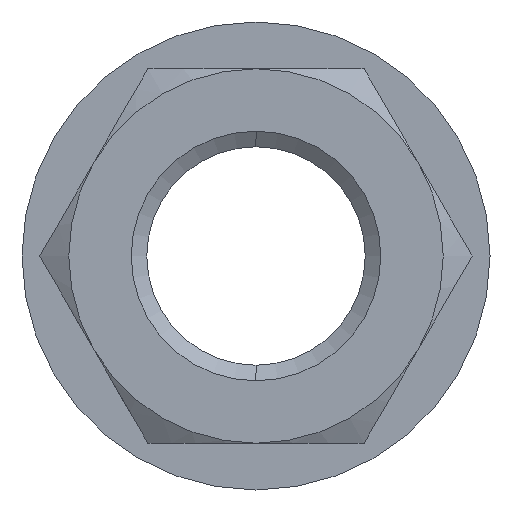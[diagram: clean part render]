
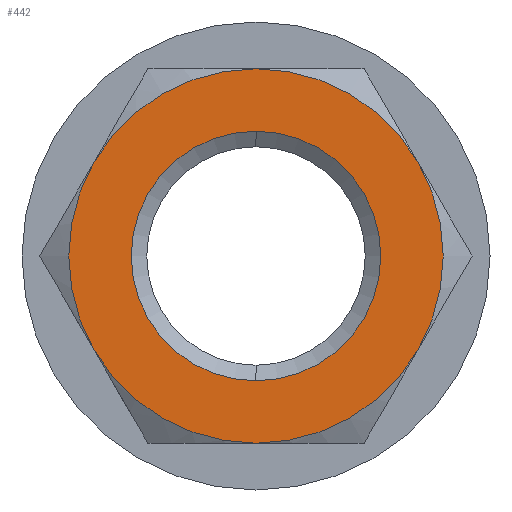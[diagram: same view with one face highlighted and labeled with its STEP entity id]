
A CAD part, left-side view. The second image highlights one B-rep face of the part: STEP entity #442.
In plain terms, the highlighted planar face has unit normal (-1, 0, 0).
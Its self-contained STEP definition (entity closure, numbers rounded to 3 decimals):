
#22 = DIRECTION ( 'NONE',  ( -1., 0., 0. ) ) ;
#56 = AXIS2_PLACEMENT_3D ( 'NONE', #720, #22, #835 ) ;
#88 = DIRECTION ( 'NONE',  ( 0., 0., -1. ) ) ;
#89 = CARTESIAN_POINT ( 'NONE',  ( -11., 0., 12. ) ) ;
#99 = CARTESIAN_POINT ( 'NONE',  ( -11., 10.392, 6. ) ) ;
#119 = AXIS2_PLACEMENT_3D ( 'NONE', #1361, #644, #1491 ) ;
#122 = FACE_OUTER_BOUND ( 'NONE', #1530, .T. ) ;
#133 = DIRECTION ( 'NONE',  ( -1., 0., 0. ) ) ;
#137 = VERTEX_POINT ( 'NONE', #277 ) ;
#149 = CARTESIAN_POINT ( 'NONE',  ( -11., -10.392, -6. ) ) ;
#201 = CIRCLE ( 'NONE', #633, 8. ) ;
#217 = VERTEX_POINT ( 'NONE', #99 ) ;
#221 = CIRCLE ( 'NONE', #975, 8. ) ;
#245 = AXIS2_PLACEMENT_3D ( 'NONE', #1517, #783, #88 ) ;
#277 = CARTESIAN_POINT ( 'NONE',  ( -11., -10.392, 6. ) ) ;
#294 = ORIENTED_EDGE ( 'NONE', *, *, #1337, .T. ) ;
#305 = CIRCLE ( 'NONE', #897, 12. ) ;
#351 = CARTESIAN_POINT ( 'NONE',  ( -11., 0., 0. ) ) ;
#354 = EDGE_CURVE ( 'NONE', #1403, #217, #305, .T. ) ;
#359 = PLANE ( 'NONE',  #1246 ) ;
#395 = CARTESIAN_POINT ( 'NONE',  ( -11., 0., -12. ) ) ;
#407 = CARTESIAN_POINT ( 'NONE',  ( -11., 0., 0. ) ) ;
#414 = DIRECTION ( 'NONE',  ( -1., 0., 0. ) ) ;
#421 = EDGE_CURVE ( 'NONE', #217, #1015, #1216, .T. ) ;
#439 = DIRECTION ( 'NONE',  ( 1., 0., 0. ) ) ;
#442 = ADVANCED_FACE ( 'NONE', ( #1393, #122 ), #359, .T. ) ;
#445 = CARTESIAN_POINT ( 'NONE',  ( -11., 10.392, -6. ) ) ;
#460 = DIRECTION ( 'NONE',  ( 0., 0., -1. ) ) ;
#492 = EDGE_LOOP ( 'NONE', ( #814, #1188 ) ) ;
#523 = DIRECTION ( 'NONE',  ( 0., 0., -1. ) ) ;
#583 = CARTESIAN_POINT ( 'NONE',  ( -11., 0., 0. ) ) ;
#616 = ORIENTED_EDGE ( 'NONE', *, *, #421, .T. ) ;
#633 = AXIS2_PLACEMENT_3D ( 'NONE', #1150, #439, #1275 ) ;
#644 = DIRECTION ( 'NONE',  ( -1., 0., 0. ) ) ;
#701 = DIRECTION ( 'NONE',  ( 0., 0., -1. ) ) ;
#720 = CARTESIAN_POINT ( 'NONE',  ( -11., 0., 0. ) ) ;
#779 = VERTEX_POINT ( 'NONE', #395 ) ;
#783 = DIRECTION ( 'NONE',  ( -1., 0., 0. ) ) ;
#800 = CIRCLE ( 'NONE', #56, 12. ) ;
#811 = EDGE_CURVE ( 'NONE', #1015, #779, #1507, .T. ) ;
#814 = ORIENTED_EDGE ( 'NONE', *, *, #1298, .T. ) ;
#828 = CARTESIAN_POINT ( 'NONE',  ( -11., 6.928, 12. ) ) ;
#832 = CIRCLE ( 'NONE', #1219, 12. ) ;
#835 = DIRECTION ( 'NONE',  ( 0., 0., -1. ) ) ;
#897 = AXIS2_PLACEMENT_3D ( 'NONE', #351, #1179, #460 ) ;
#937 = EDGE_CURVE ( 'NONE', #1274, #1041, #201, .T. ) ;
#952 = CARTESIAN_POINT ( 'NONE',  ( -11., 0., -8. ) ) ;
#955 = DIRECTION ( 'NONE',  ( 0., 0., 1. ) ) ;
#975 = AXIS2_PLACEMENT_3D ( 'NONE', #407, #1247, #523 ) ;
#978 = AXIS2_PLACEMENT_3D ( 'NONE', #583, #1430, #701 ) ;
#1015 = VERTEX_POINT ( 'NONE', #445 ) ;
#1041 = VERTEX_POINT ( 'NONE', #952 ) ;
#1056 = EDGE_CURVE ( 'NONE', #779, #1190, #800, .T. ) ;
#1090 = ORIENTED_EDGE ( 'NONE', *, *, #811, .T. ) ;
#1103 = CARTESIAN_POINT ( 'NONE',  ( -11., 0., 8. ) ) ;
#1121 = CARTESIAN_POINT ( 'NONE',  ( -11., 0., 0. ) ) ;
#1150 = CARTESIAN_POINT ( 'NONE',  ( -11., 0., 0. ) ) ;
#1179 = DIRECTION ( 'NONE',  ( -1., 0., 0. ) ) ;
#1188 = ORIENTED_EDGE ( 'NONE', *, *, #937, .T. ) ;
#1190 = VERTEX_POINT ( 'NONE', #149 ) ;
#1216 = CIRCLE ( 'NONE', #978, 12. ) ;
#1219 = AXIS2_PLACEMENT_3D ( 'NONE', #1121, #414, #1252 ) ;
#1236 = CIRCLE ( 'NONE', #245, 12. ) ;
#1246 = AXIS2_PLACEMENT_3D ( 'NONE', #828, #133, #955 ) ;
#1247 = DIRECTION ( 'NONE',  ( 1., 0., 0. ) ) ;
#1252 = DIRECTION ( 'NONE',  ( 0., 0., -1. ) ) ;
#1274 = VERTEX_POINT ( 'NONE', #1103 ) ;
#1275 = DIRECTION ( 'NONE',  ( 0., 0., -1. ) ) ;
#1298 = EDGE_CURVE ( 'NONE', #1041, #1274, #221, .T. ) ;
#1337 = EDGE_CURVE ( 'NONE', #1190, #137, #832, .T. ) ;
#1361 = CARTESIAN_POINT ( 'NONE',  ( -11., 0., 0. ) ) ;
#1393 = FACE_BOUND ( 'NONE', #492, .T. ) ;
#1403 = VERTEX_POINT ( 'NONE', #89 ) ;
#1424 = ORIENTED_EDGE ( 'NONE', *, *, #1514, .T. ) ;
#1430 = DIRECTION ( 'NONE',  ( -1., 0., 0. ) ) ;
#1491 = DIRECTION ( 'NONE',  ( 0., 0., -1. ) ) ;
#1507 = CIRCLE ( 'NONE', #119, 12. ) ;
#1514 = EDGE_CURVE ( 'NONE', #137, #1403, #1236, .T. ) ;
#1517 = CARTESIAN_POINT ( 'NONE',  ( -11., 0., 0. ) ) ;
#1530 = EDGE_LOOP ( 'NONE', ( #1090, #1542, #294, #1424, #1540, #616 ) ) ;
#1540 = ORIENTED_EDGE ( 'NONE', *, *, #354, .T. ) ;
#1542 = ORIENTED_EDGE ( 'NONE', *, *, #1056, .T. ) ;
